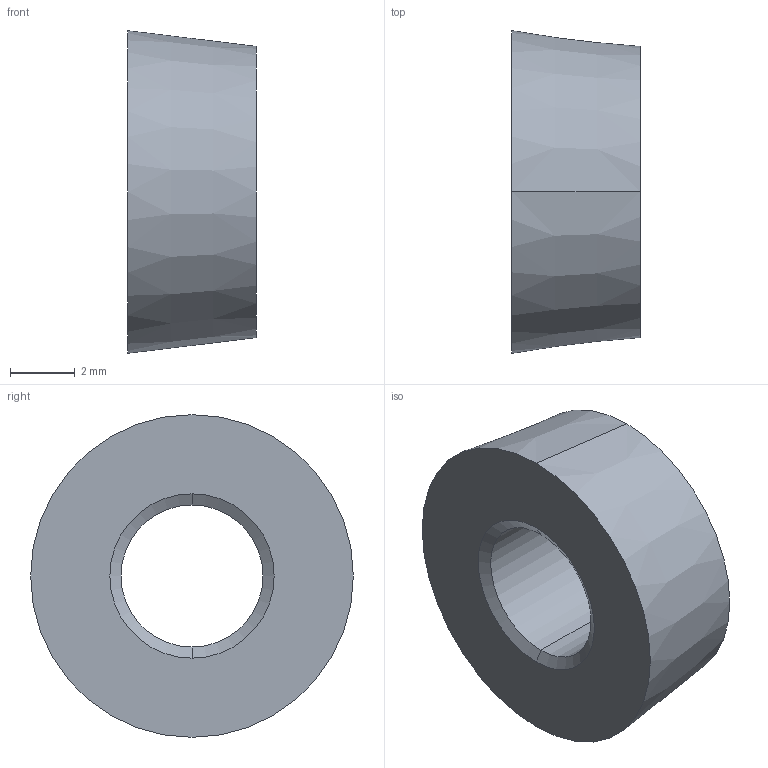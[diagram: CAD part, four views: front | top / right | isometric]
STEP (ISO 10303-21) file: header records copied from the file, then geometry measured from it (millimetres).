
FILE_DESCRIPTION((''),'2;1');
FILE_NAME('7117910201','2020-06-17T09:57:16',('schmidtst'),(''),'CREO PARAMETRIC BY PTC INC, 2018400','CREO PARAMETRIC BY PTC INC, 2018400','');
FILE_SCHEMA(('AUTOMOTIVE_DESIGN { 1 0 10303 214 1 1 1 1 }'));
Length unit declared in the file: millimetre
Products named in the file (1): 7117910201
Bounding box: 3.97 x 10 x 10 mm (x, y, z)
Volume: 221 mm3; surface area: 282.6 mm2
Topology: 1 solids, 1 shells, 10 faces, 22 edges, 14 vertices
Faces by surface type: cone 6, plane 2, cylinder 2
Entity records: 702 total; most frequent: DIRECTION 75, CARTESIAN_POINT 58, ORIENTED_EDGE 40, PROPERTY_DEFINITION 40, REPRESENTATION 39, PROPERTY_DEFINITION_REPRESENTATION 39, PRESENTATION_STYLE_ASSIGNMENT 36, STYLED_ITEM 36
